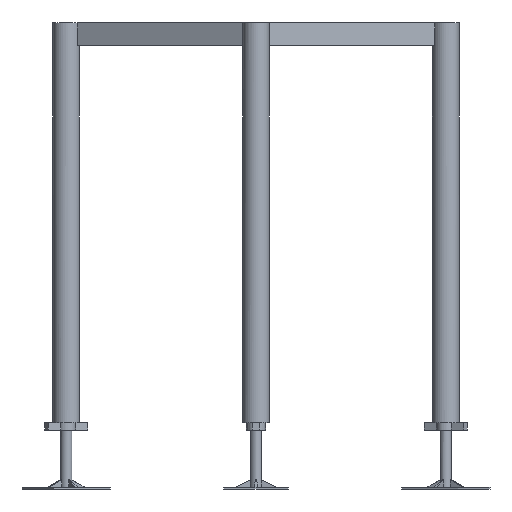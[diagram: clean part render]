
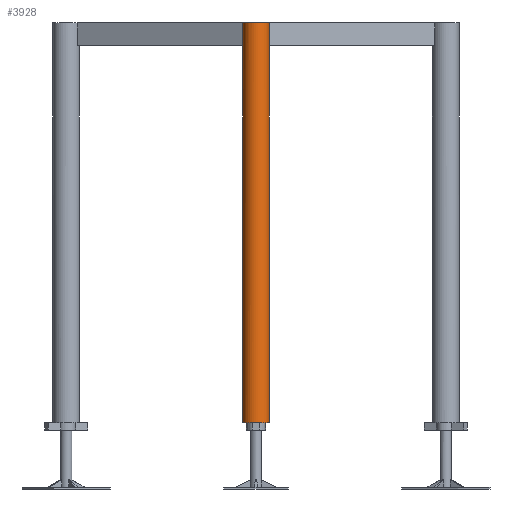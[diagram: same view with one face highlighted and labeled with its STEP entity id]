
A CAD part, left-side view. The second image highlights one B-rep face of the part: STEP entity #3928.
In plain terms, the highlighted cylindrical face has radius 44.45 mm (diameter 88.9 mm), a full revolution.
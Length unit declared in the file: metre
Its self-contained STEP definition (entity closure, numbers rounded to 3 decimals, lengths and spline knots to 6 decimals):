
#23=CYLINDRICAL_SURFACE('',#4278,0.04445);
#474=LINE('',#6355,#882);
#479=LINE('',#6372,#887);
#480=LINE('',#6384,#888);
#481=LINE('',#6389,#889);
#882=VECTOR('',#5141,1.);
#887=VECTOR('',#5160,1.);
#888=VECTOR('',#5173,1.);
#889=VECTOR('',#5176,1.);
#1659=ORIENTED_EDGE('',*,*,#2533,.T.);
#1660=ORIENTED_EDGE('',*,*,#2534,.T.);
#1661=ORIENTED_EDGE('',*,*,#2535,.T.);
#1662=ORIENTED_EDGE('',*,*,#2536,.T.);
#1663=ORIENTED_EDGE('',*,*,#2537,.F.);
#1664=ORIENTED_EDGE('',*,*,#2538,.T.);
#1665=ORIENTED_EDGE('',*,*,#2539,.T.);
#1666=ORIENTED_EDGE('',*,*,#2540,.F.);
#1667=ORIENTED_EDGE('',*,*,#2541,.F.);
#1668=ORIENTED_EDGE('',*,*,#2526,.F.);
#1669=ORIENTED_EDGE('',*,*,#2523,.F.);
#1670=ORIENTED_EDGE('',*,*,#2530,.T.);
#1671=ORIENTED_EDGE('',*,*,#2532,.T.);
#2523=EDGE_CURVE('',#2986,#2987,#474,.T.);
#2526=EDGE_CURVE('',#2987,#2989,#3202,.F.);
#2530=EDGE_CURVE('',#2986,#2991,#3204,.F.);
#2532=EDGE_CURVE('',#2991,#2989,#479,.T.);
#2533=EDGE_CURVE('',#2992,#2993,#3205,.T.);
#2534=EDGE_CURVE('',#2993,#2994,#3206,.T.);
#2535=EDGE_CURVE('',#2994,#2995,#3207,.T.);
#2536=EDGE_CURVE('',#2995,#2992,#3208,.T.);
#2537=EDGE_CURVE('',#2996,#2996,#3209,.T.);
#2538=EDGE_CURVE('',#2997,#2998,#480,.T.);
#2539=EDGE_CURVE('',#2998,#2999,#3210,.F.);
#2540=EDGE_CURVE('',#3000,#2999,#481,.T.);
#2541=EDGE_CURVE('',#2997,#3000,#3211,.F.);
#2986=VERTEX_POINT('',#6354);
#2987=VERTEX_POINT('',#6356);
#2989=VERTEX_POINT('',#6362);
#2991=VERTEX_POINT('',#6368);
#2992=VERTEX_POINT('',#6375);
#2993=VERTEX_POINT('',#6376);
#2994=VERTEX_POINT('',#6378);
#2995=VERTEX_POINT('',#6380);
#2996=VERTEX_POINT('',#6383);
#2997=VERTEX_POINT('',#6385);
#2998=VERTEX_POINT('',#6386);
#2999=VERTEX_POINT('',#6388);
#3000=VERTEX_POINT('',#6390);
#3202=CIRCLE('',#4273,0.04445);
#3204=CIRCLE('',#4276,0.04445);
#3205=CIRCLE('',#4279,0.04445);
#3206=CIRCLE('',#4280,0.04445);
#3207=CIRCLE('',#4281,0.04445);
#3208=CIRCLE('',#4282,0.04445);
#3209=CIRCLE('',#4283,0.04445);
#3210=CIRCLE('',#4284,0.04445);
#3211=CIRCLE('',#4285,0.04445);
#3393=EDGE_LOOP('',(#1659,#1660,#1661,#1662));
#3394=EDGE_LOOP('',(#1663));
#3395=EDGE_LOOP('',(#1664,#1665,#1666,#1667));
#3396=EDGE_LOOP('',(#1668,#1669,#1670,#1671));
#3657=FACE_BOUND('',#3393,.T.);
#3658=FACE_BOUND('',#3394,.T.);
#3659=FACE_BOUND('',#3395,.T.);
#3660=FACE_BOUND('',#3396,.T.);
#3928=ADVANCED_FACE('',(#3657,#3658,#3659,#3660),#23,.T.);
#4273=AXIS2_PLACEMENT_3D('',#6361,#5147,#5148);
#4276=AXIS2_PLACEMENT_3D('',#6369,#5155,#5156);
#4278=AXIS2_PLACEMENT_3D('',#6373,#5161,#5162);
#4279=AXIS2_PLACEMENT_3D('',#6374,#5163,#5164);
#4280=AXIS2_PLACEMENT_3D('',#6377,#5165,#5166);
#4281=AXIS2_PLACEMENT_3D('',#6379,#5167,#5168);
#4282=AXIS2_PLACEMENT_3D('',#6381,#5169,#5170);
#4283=AXIS2_PLACEMENT_3D('',#6382,#5171,#5172);
#4284=AXIS2_PLACEMENT_3D('',#6387,#5174,#5175);
#4285=AXIS2_PLACEMENT_3D('',#6391,#5177,#5178);
#5141=DIRECTION('',(0.,0.,-1.));
#5147=DIRECTION('',(0.,0.,-1.));
#5148=DIRECTION('',(-0.5,0.866,0.));
#5155=DIRECTION('',(0.,0.,-1.));
#5156=DIRECTION('',(-0.5,0.866,0.));
#5160=DIRECTION('',(0.,0.,-1.));
#5161=DIRECTION('',(0.,0.,-1.));
#5162=DIRECTION('',(1.,0.,0.));
#5163=DIRECTION('',(0.,0.,1.));
#5164=DIRECTION('',(-1.,0.,0.));
#5165=DIRECTION('',(0.,0.,1.));
#5166=DIRECTION('',(-1.,0.,0.));
#5167=DIRECTION('',(0.,0.,1.));
#5168=DIRECTION('',(-1.,0.,0.));
#5169=DIRECTION('',(0.,0.,1.));
#5170=DIRECTION('',(-1.,0.,0.));
#5171=DIRECTION('',(0.,0.,1.));
#5172=DIRECTION('',(-1.,0.,0.));
#5173=DIRECTION('',(0.,0.,-1.));
#5174=DIRECTION('',(0.,0.,1.));
#5175=DIRECTION('',(1.,0.,0.));
#5176=DIRECTION('',(0.,0.,-1.));
#5177=DIRECTION('',(0.,0.,1.));
#5178=DIRECTION('',(1.,0.,0.));
#6354=CARTESIAN_POINT('',(-0.701486,0.033113,-0.000011));
#6355=CARTESIAN_POINT('',(-0.701486,0.033113,0.));
#6356=CARTESIAN_POINT('',(-0.701486,0.033113,-0.076211));
#6361=CARTESIAN_POINT('',(-0.731139,0.,-0.076211));
#6362=CARTESIAN_POINT('',(-0.712083,0.040158,-0.076211));
#6368=CARTESIAN_POINT('',(-0.712083,0.040158,-0.000011));
#6369=CARTESIAN_POINT('',(-0.731139,0.,-0.000011));
#6372=CARTESIAN_POINT('',(-0.712083,0.040158,0.));
#6373=CARTESIAN_POINT('',(-0.731139,0.,0.));
#6374=CARTESIAN_POINT('',(-0.731139,0.,-1.3335));
#6375=CARTESIAN_POINT('',(-0.773736,-0.0127,-1.3335));
#6376=CARTESIAN_POINT('',(-0.688542,-0.0127,-1.3335));
#6377=CARTESIAN_POINT('',(-0.731139,0.,-1.3335));
#6378=CARTESIAN_POINT('',(-0.688542,0.0127,-1.3335));
#6379=CARTESIAN_POINT('',(-0.731139,0.,-1.3335));
#6380=CARTESIAN_POINT('',(-0.773736,0.0127,-1.3335));
#6381=CARTESIAN_POINT('',(-0.731139,0.,-1.3335));
#6382=CARTESIAN_POINT('',(-0.731139,0.,0.));
#6383=CARTESIAN_POINT('',(-0.775589,0.,0.));
#6384=CARTESIAN_POINT('',(-0.701486,-0.033113,0.));
#6385=CARTESIAN_POINT('',(-0.701486,-0.033113,-0.000011));
#6386=CARTESIAN_POINT('',(-0.701486,-0.033113,-0.076211));
#6387=CARTESIAN_POINT('',(-0.731139,0.,-0.076211));
#6388=CARTESIAN_POINT('',(-0.712083,-0.040158,-0.076211));
#6389=CARTESIAN_POINT('',(-0.712083,-0.040158,0.));
#6390=CARTESIAN_POINT('',(-0.712083,-0.040158,-0.000011));
#6391=CARTESIAN_POINT('',(-0.731139,0.,-0.000011));
